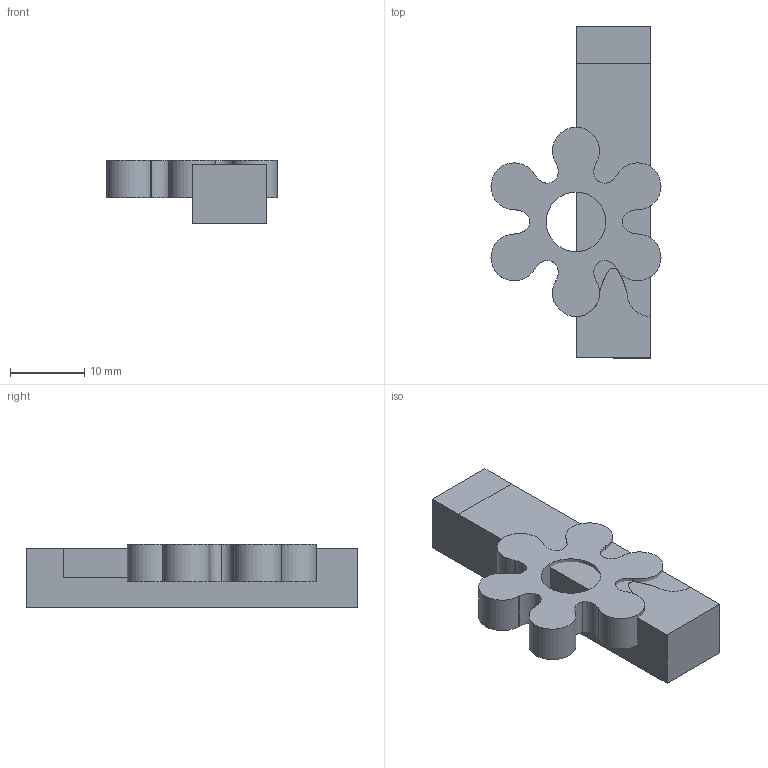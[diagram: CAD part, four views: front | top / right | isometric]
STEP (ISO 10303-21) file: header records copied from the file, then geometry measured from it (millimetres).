
FILE_DESCRIPTION(/* description */ (''),/* implementation_level */ '2;1');
FILE_NAME(/* name */ 'Standard_rack_and pinion_fully_parametric.step',/* time_stamp */ '2018-02-13T23:14:35+01:00',/* author */ ('jaknil'),/* organization */ (''),/* preprocessor_version */ 'ST-DEVELOPER v16.13',/* originating_system */ 'Autodesk Translation Framework v6.5.0.72',/* authorisation */ '');
FILE_SCHEMA (('AUTOMOTIVE_DESIGN { 1 0 10303 214 3 1 1 }'));
Length unit declared in the file: millimetre
Products named in the file (3): Clean; Rack; pinon
Assembly tree (2 placements, depth 2):
  Clean
    Rack
    pinon
Bounding box: 22.84 x 44.57 x 8.5 mm (x, y, z)
Volume: 4964.3 mm3; surface area: 3874.4 mm2
Topology: 3 solids, 3 shells, 57 faces, 153 edges, 102 vertices
Faces by surface type: bspline 30, plane 16, cylinder 11
Full cylindrical faces by diameter (mm): 8 x1
Entity records: 2687 total; most frequent: CARTESIAN_POINT 1409, ORIENTED_EDGE 306, EDGE_CURVE 153, DIRECTION 153, VERTEX_POINT 102, B_SPLINE_CURVE_WITH_KNOTS 86, EDGE_LOOP 59, FACE_OUTER_BOUND 57
